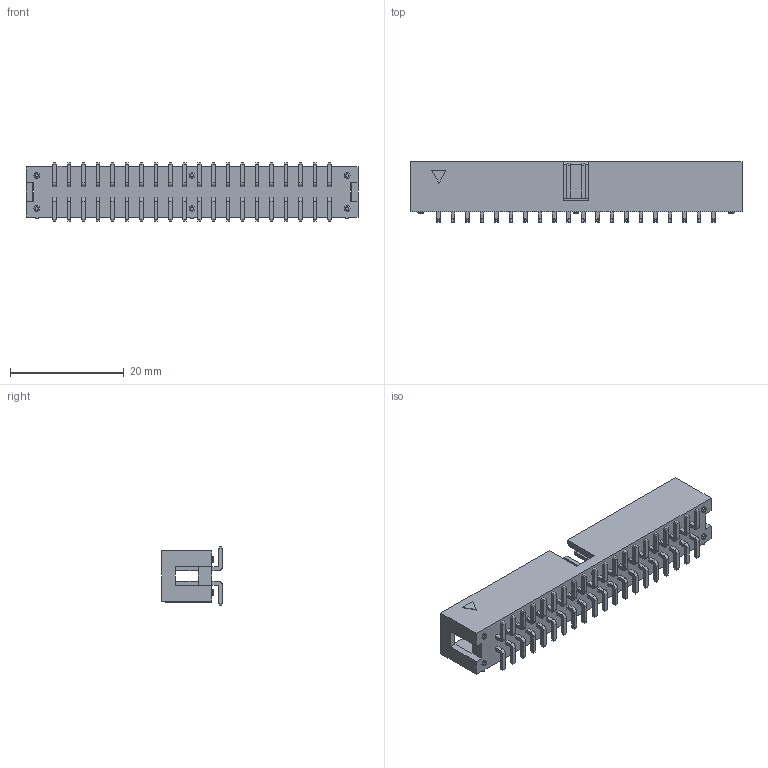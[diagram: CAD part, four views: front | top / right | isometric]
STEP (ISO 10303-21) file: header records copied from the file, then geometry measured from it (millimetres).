
FILE_DESCRIPTION (( 'STEP AP203' ), '1' );
FILE_NAME ('11093, SBH11-NBPC-D20-SM-_ _.STEP', '2015-09-01T09:16:02', ( 'LUANN HERRING' ), ( 'SULLINS' ), 'SwSTEP 2.0', 'SolidWorks 2015', '' );
FILE_SCHEMA (( 'CONFIG_CONTROL_DESIGN' ));
Length unit declared in the file: millimetre
Products named in the file (2): 11093, SBH11-NBPC-D20-SM-_ _
Bounding box: 58.3 x 10.62 x 10.3 mm (x, y, z)
Volume: 2266 mm3; surface area: 4054.1 mm2
Topology: 1 solids, 1 shells, 918 faces, 2163 edges, 1330 vertices
Faces by surface type: plane 848, cylinder 58, bspline 12
Entity records: 25742 total; most frequent: CARTESIAN_POINT 4629, ORIENTED_EDGE 4326, DIRECTION 4095, EDGE_CURVE 2163, LINE 2023, VECTOR 2023, VERTEX_POINT 1330, AXIS2_PLACEMENT_3D 1036
